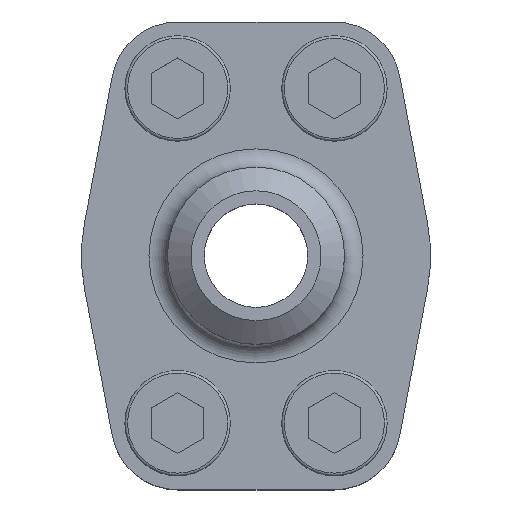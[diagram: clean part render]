
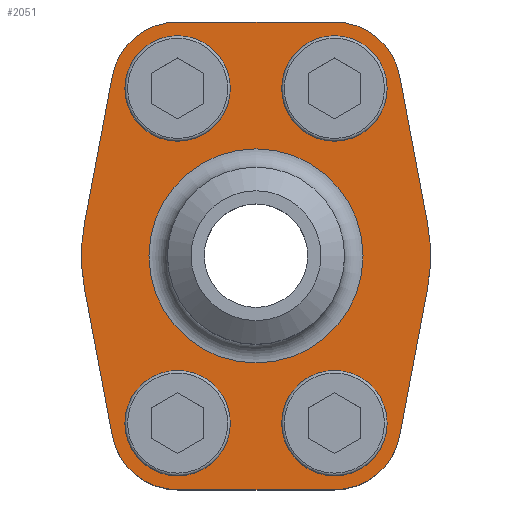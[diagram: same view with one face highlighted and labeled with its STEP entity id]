
A CAD part, top view. The second image highlights one B-rep face of the part: STEP entity #2051.
In plain terms, the highlighted planar face has unit normal (0, 0, 1).
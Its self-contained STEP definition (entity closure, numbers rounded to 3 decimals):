
#43=LINE('',#2791,#139);
#47=LINE('',#2801,#143);
#50=LINE('',#2809,#146);
#53=LINE('',#2817,#149);
#56=LINE('',#2825,#152);
#59=LINE('',#2833,#155);
#139=VECTOR('',#2354,1000.);
#143=VECTOR('',#2364,1000.);
#146=VECTOR('',#2373,1000.);
#149=VECTOR('',#2382,1000.);
#152=VECTOR('',#2391,1000.);
#155=VECTOR('',#2400,1000.);
#236=PLANE('',#2183);
#366=ORIENTED_EDGE('',*,*,#667,.F.);
#367=ORIENTED_EDGE('',*,*,#668,.F.);
#368=ORIENTED_EDGE('',*,*,#669,.F.);
#369=ORIENTED_EDGE('',*,*,#670,.F.);
#370=ORIENTED_EDGE('',*,*,#671,.T.);
#371=ORIENTED_EDGE('',*,*,#639,.T.);
#372=ORIENTED_EDGE('',*,*,#642,.T.);
#373=ORIENTED_EDGE('',*,*,#644,.T.);
#374=ORIENTED_EDGE('',*,*,#646,.T.);
#375=ORIENTED_EDGE('',*,*,#648,.T.);
#376=ORIENTED_EDGE('',*,*,#650,.T.);
#377=ORIENTED_EDGE('',*,*,#652,.T.);
#378=ORIENTED_EDGE('',*,*,#654,.T.);
#379=ORIENTED_EDGE('',*,*,#656,.T.);
#380=ORIENTED_EDGE('',*,*,#658,.T.);
#381=ORIENTED_EDGE('',*,*,#660,.T.);
#382=ORIENTED_EDGE('',*,*,#666,.T.);
#639=EDGE_CURVE('',#805,#804,#43,.T.);
#642=EDGE_CURVE('',#804,#806,#928,.T.);
#644=EDGE_CURVE('',#806,#807,#47,.T.);
#646=EDGE_CURVE('',#807,#808,#929,.T.);
#648=EDGE_CURVE('',#808,#809,#50,.T.);
#650=EDGE_CURVE('',#809,#810,#930,.T.);
#652=EDGE_CURVE('',#810,#811,#53,.T.);
#654=EDGE_CURVE('',#811,#812,#931,.T.);
#656=EDGE_CURVE('',#812,#813,#56,.T.);
#658=EDGE_CURVE('',#813,#814,#932,.T.);
#660=EDGE_CURVE('',#814,#815,#59,.T.);
#666=EDGE_CURVE('',#815,#805,#938,.T.);
#667=EDGE_CURVE('',#821,#821,#939,.T.);
#668=EDGE_CURVE('',#822,#822,#940,.T.);
#669=EDGE_CURVE('',#823,#823,#941,.T.);
#670=EDGE_CURVE('',#824,#824,#942,.T.);
#671=EDGE_CURVE('',#825,#825,#943,.T.);
#804=VERTEX_POINT('',#2790);
#805=VERTEX_POINT('',#2792);
#806=VERTEX_POINT('',#2796);
#807=VERTEX_POINT('',#2800);
#808=VERTEX_POINT('',#2804);
#809=VERTEX_POINT('',#2808);
#810=VERTEX_POINT('',#2812);
#811=VERTEX_POINT('',#2816);
#812=VERTEX_POINT('',#2820);
#813=VERTEX_POINT('',#2824);
#814=VERTEX_POINT('',#2828);
#815=VERTEX_POINT('',#2832);
#821=VERTEX_POINT('',#2853);
#822=VERTEX_POINT('',#2855);
#823=VERTEX_POINT('',#2857);
#824=VERTEX_POINT('',#2859);
#825=VERTEX_POINT('',#2861);
#928=CIRCLE('',#2157,26.5);
#929=CIRCLE('',#2160,10.1);
#930=CIRCLE('',#2163,10.1);
#931=CIRCLE('',#2166,26.5);
#932=CIRCLE('',#2169,10.1);
#938=CIRCLE('',#2182,10.1);
#939=CIRCLE('',#2184,8.);
#940=CIRCLE('',#2185,8.);
#941=CIRCLE('',#2186,8.);
#942=CIRCLE('',#2187,8.);
#943=CIRCLE('',#2188,16.25);
#1017=EDGE_LOOP('',(#366));
#1018=EDGE_LOOP('',(#367));
#1019=EDGE_LOOP('',(#368));
#1020=EDGE_LOOP('',(#369));
#1021=EDGE_LOOP('',(#370));
#1022=EDGE_LOOP('',(#371,#372,#373,#374,#375,#376,#377,#378,#379,#380,#381,
#382));
#1179=FACE_BOUND('',#1017,.T.);
#1180=FACE_BOUND('',#1018,.T.);
#1181=FACE_BOUND('',#1019,.T.);
#1182=FACE_BOUND('',#1020,.T.);
#1183=FACE_BOUND('',#1021,.T.);
#1184=FACE_BOUND('',#1022,.T.);
#2051=ADVANCED_FACE('',(#1179,#1180,#1181,#1182,#1183,#1184),#236,.T.);
#2157=AXIS2_PLACEMENT_3D('',#2797,#2359,#2360);
#2160=AXIS2_PLACEMENT_3D('',#2805,#2368,#2369);
#2163=AXIS2_PLACEMENT_3D('',#2813,#2377,#2378);
#2166=AXIS2_PLACEMENT_3D('',#2821,#2386,#2387);
#2169=AXIS2_PLACEMENT_3D('',#2829,#2395,#2396);
#2182=AXIS2_PLACEMENT_3D('',#2850,#2423,#2424);
#2183=AXIS2_PLACEMENT_3D('',#2851,#2425,#2426);
#2184=AXIS2_PLACEMENT_3D('',#2852,#2427,#2428);
#2185=AXIS2_PLACEMENT_3D('',#2854,#2429,#2430);
#2186=AXIS2_PLACEMENT_3D('',#2856,#2431,#2432);
#2187=AXIS2_PLACEMENT_3D('',#2858,#2433,#2434);
#2188=AXIS2_PLACEMENT_3D('',#2860,#2435,#2436);
#2354=DIRECTION('',(-0.185,-0.983,0.));
#2359=DIRECTION('',(0.,0.,1.));
#2360=DIRECTION('',(1.,0.,0.));
#2364=DIRECTION('',(0.185,-0.983,0.));
#2368=DIRECTION('',(0.,0.,1.));
#2369=DIRECTION('',(1.,0.,0.));
#2373=DIRECTION('',(1.,0.,0.));
#2377=DIRECTION('',(0.,0.,1.));
#2378=DIRECTION('',(1.,0.,0.));
#2382=DIRECTION('',(0.185,0.983,0.));
#2386=DIRECTION('',(0.,0.,1.));
#2387=DIRECTION('',(1.,0.,0.));
#2391=DIRECTION('',(-0.185,0.983,0.));
#2395=DIRECTION('',(0.,0.,1.));
#2396=DIRECTION('',(1.,0.,0.));
#2400=DIRECTION('',(-1.,0.,0.));
#2423=DIRECTION('',(0.,0.,1.));
#2424=DIRECTION('',(1.,0.,0.));
#2425=DIRECTION('',(0.,0.,1.));
#2426=DIRECTION('',(1.,0.,0.));
#2427=DIRECTION('',(0.,0.,1.));
#2428=DIRECTION('',(1.,0.,0.));
#2429=DIRECTION('',(0.,0.,1.));
#2430=DIRECTION('',(1.,0.,0.));
#2431=DIRECTION('',(0.,0.,1.));
#2432=DIRECTION('',(1.,0.,0.));
#2433=DIRECTION('',(0.,0.,1.));
#2434=DIRECTION('',(1.,0.,0.));
#2435=DIRECTION('',(0.,0.,-1.));
#2436=DIRECTION('',(-1.,0.,0.));
#2790=CARTESIAN_POINT('',(-26.041,4.91,19.));
#2791=CARTESIAN_POINT('',(-21.825,27.271,19.));
#2792=CARTESIAN_POINT('',(-21.825,27.271,19.));
#2796=CARTESIAN_POINT('',(-26.041,-4.91,19.));
#2797=CARTESIAN_POINT('',(0.,0.,19.));
#2800=CARTESIAN_POINT('',(-21.825,-27.271,19.));
#2801=CARTESIAN_POINT('',(-26.041,-4.91,19.));
#2804=CARTESIAN_POINT('',(-11.9,-35.5,19.));
#2805=CARTESIAN_POINT('',(-11.9,-25.4,19.));
#2808=CARTESIAN_POINT('',(11.9,-35.5,19.));
#2809=CARTESIAN_POINT('',(-11.9,-35.5,19.));
#2812=CARTESIAN_POINT('',(21.825,-27.271,19.));
#2813=CARTESIAN_POINT('',(11.9,-25.4,19.));
#2816=CARTESIAN_POINT('',(26.041,-4.91,19.));
#2817=CARTESIAN_POINT('',(21.825,-27.271,19.));
#2820=CARTESIAN_POINT('',(26.041,4.91,19.));
#2821=CARTESIAN_POINT('',(0.,0.,19.));
#2824=CARTESIAN_POINT('',(21.825,27.271,19.));
#2825=CARTESIAN_POINT('',(26.041,4.91,19.));
#2828=CARTESIAN_POINT('',(11.9,35.5,19.));
#2829=CARTESIAN_POINT('',(11.9,25.4,19.));
#2832=CARTESIAN_POINT('',(-11.9,35.5,19.));
#2833=CARTESIAN_POINT('',(11.9,35.5,19.));
#2850=CARTESIAN_POINT('',(-11.9,25.4,19.));
#2851=CARTESIAN_POINT('',(0.,0.,19.));
#2852=CARTESIAN_POINT('',(11.9,-25.4,19.));
#2853=CARTESIAN_POINT('',(19.9,-25.4,19.));
#2854=CARTESIAN_POINT('',(-11.9,-25.4,19.));
#2855=CARTESIAN_POINT('',(-3.9,-25.4,19.));
#2856=CARTESIAN_POINT('',(-11.9,25.4,19.));
#2857=CARTESIAN_POINT('',(-3.9,25.4,19.));
#2858=CARTESIAN_POINT('',(11.9,25.4,19.));
#2859=CARTESIAN_POINT('',(19.9,25.4,19.));
#2860=CARTESIAN_POINT('',(0.,0.,19.));
#2861=CARTESIAN_POINT('',(-16.25,0.,19.));
